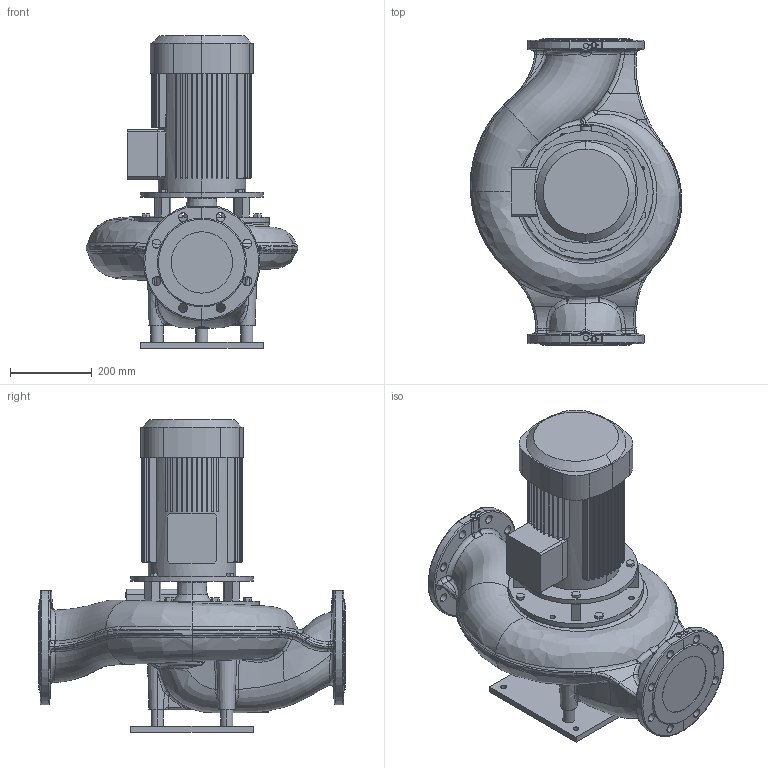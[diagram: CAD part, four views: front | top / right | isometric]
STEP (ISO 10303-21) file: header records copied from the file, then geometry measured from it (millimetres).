
FILE_DESCRIPTION (( 'STEP AP203' ), '1' );
FILE_NAME ('VariA 150-13.5.STEP', '2014-07-09T12:03:50', ( '' ), ( '' ), 'SwSTEP 2.0', 'SolidWorks 2011', '' );
FILE_SCHEMA (( 'CONFIG_CONTROL_DESIGN' ));
Products named in the file (1): VariA 150-13.5
Bounding box: 517.24 x 750 x 764.5 mm (x, y, z)
Volume: 59992770.6 mm3; surface area: 2341392.9 mm2
Topology: 5 solids, 5 shells, 973 faces, 2439 edges, 1491 vertices
Faces by surface type: bspline 306, cylinder 257, plane 256, cone 84, sphere 37, torus 33
Entity records: 105534 total; most frequent: CARTESIAN_POINT 84587, ORIENTED_EDGE 4818, DIRECTION 3709, EDGE_CURVE 2409, VERTEX_POINT 1491, AXIS2_PLACEMENT_3D 1442, EDGE_LOOP 1066, FACE_OUTER_BOUND 973
